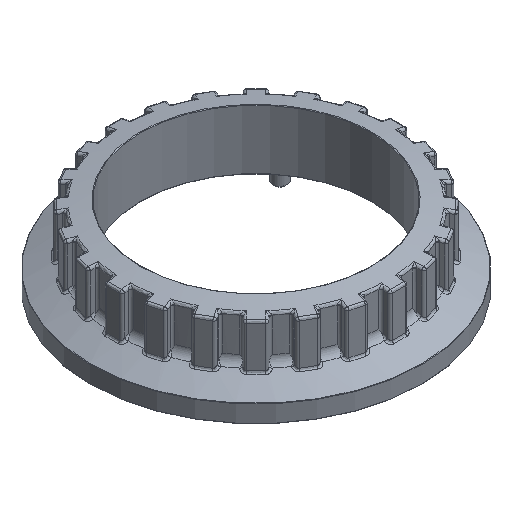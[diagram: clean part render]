
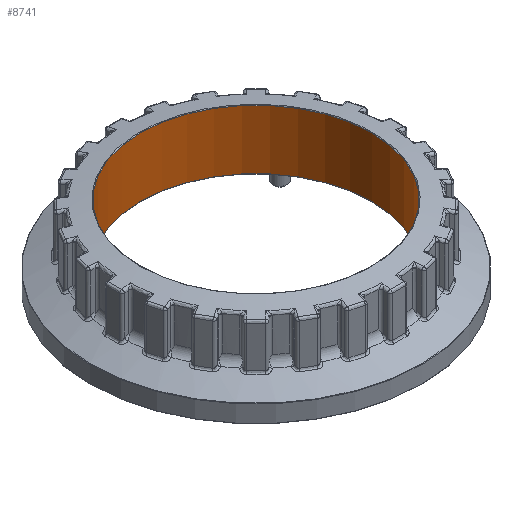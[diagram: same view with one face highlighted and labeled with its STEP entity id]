
A CAD part, isometric view. The second image highlights one B-rep face of the part: STEP entity #8741.
In plain terms, the highlighted cylindrical face has radius 24 mm (diameter 48 mm), a full revolution.
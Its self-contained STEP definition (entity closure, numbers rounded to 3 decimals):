
#1239=CYLINDRICAL_SURFACE('',#9429,24.);
#1403=FACE_OUTER_BOUND('',#2042,.T.);
#2042=EDGE_LOOP('',(#5960,#5961,#5962,#5963,#5964,#5965));
#2651=LINE('',#12212,#2873);
#2873=VECTOR('',#10379,23.);
#3113=CIRCLE('',#9424,24.);
#3117=CIRCLE('',#9428,24.);
#3118=CIRCLE('',#9430,24.);
#3119=CIRCLE('',#9431,24.);
#3602=VERTEX_POINT('',#12199);
#3603=VERTEX_POINT('',#12200);
#3606=VERTEX_POINT('',#12209);
#3607=VERTEX_POINT('',#12210);
#4452=EDGE_CURVE('',#3602,#3603,#3113,.T.);
#4456=EDGE_CURVE('',#3603,#3602,#3117,.T.);
#4457=EDGE_CURVE('',#3606,#3607,#3118,.T.);
#4458=EDGE_CURVE('',#3606,#3602,#2651,.T.);
#4459=EDGE_CURVE('',#3607,#3606,#3119,.T.);
#5960=ORIENTED_EDGE('',*,*,#4457,.F.);
#5961=ORIENTED_EDGE('',*,*,#4458,.T.);
#5962=ORIENTED_EDGE('',*,*,#4456,.F.);
#5963=ORIENTED_EDGE('',*,*,#4452,.F.);
#5964=ORIENTED_EDGE('',*,*,#4458,.F.);
#5965=ORIENTED_EDGE('',*,*,#4459,.F.);
#8741=ADVANCED_FACE('',(#1403),#1239,.F.);
#9424=AXIS2_PLACEMENT_3D('',#12201,#10365,#10366);
#9428=AXIS2_PLACEMENT_3D('',#12207,#10373,#10374);
#9429=AXIS2_PLACEMENT_3D('',#12208,#10375,#10376);
#9430=AXIS2_PLACEMENT_3D('',#12211,#10377,#10378);
#9431=AXIS2_PLACEMENT_3D('',#12213,#10380,#10381);
#10365=DIRECTION('center_axis',(0.,0.,-1.));
#10366=DIRECTION('ref_axis',(-1.,0.,0.));
#10373=DIRECTION('center_axis',(0.,0.,-1.));
#10374=DIRECTION('ref_axis',(-1.,0.,0.));
#10375=DIRECTION('center_axis',(0.,0.,-1.));
#10376=DIRECTION('ref_axis',(-1.,0.,0.));
#10377=DIRECTION('center_axis',(0.,0.,
1.));
#10378=DIRECTION('ref_axis',(-1.,0.,0.));
#10379=DIRECTION('',(0.,0.,1.));
#10380=DIRECTION('center_axis',(0.,0.,
1.));
#10381=DIRECTION('ref_axis',(-1.,0.,0.));
#12199=CARTESIAN_POINT('',(24.,0.,29.532));
#12200=CARTESIAN_POINT('',(-24.,0.,29.532));
#12201=CARTESIAN_POINT('Origin',(0.,0.,
29.532));
#12207=CARTESIAN_POINT('Origin',(0.,0.,
29.532));
#12208=CARTESIAN_POINT('Origin',(0.,0.,
17.13));
#12209=CARTESIAN_POINT('',(24.,0.,17.23));
#12210=CARTESIAN_POINT('',(-24.,0.,17.23));
#12211=CARTESIAN_POINT('Origin',(0.,0.,
17.23));
#12212=CARTESIAN_POINT('',(24.,0.,17.13));
#12213=CARTESIAN_POINT('Origin',(0.,0.,
17.23));
